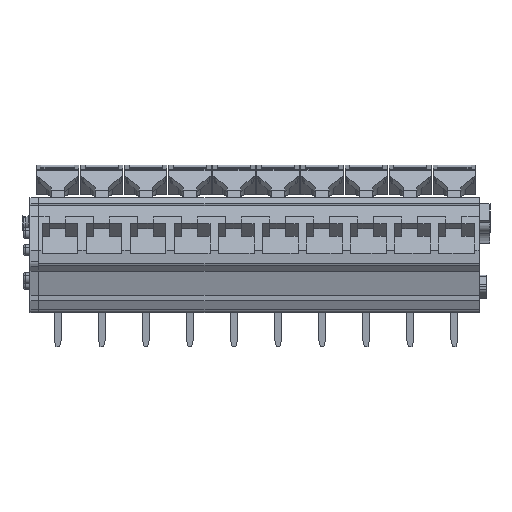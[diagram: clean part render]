
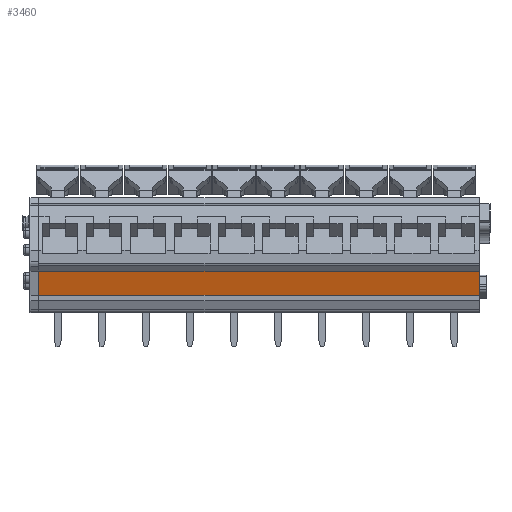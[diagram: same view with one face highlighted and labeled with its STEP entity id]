
A CAD part, front view. The second image highlights one B-rep face of the part: STEP entity #3460.
In plain terms, the highlighted planar face has unit normal (0, -0.966, -0.259).
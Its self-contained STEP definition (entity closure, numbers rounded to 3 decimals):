
#3447=AXIS2_PLACEMENT_3D('Plane Axis2P3D',#3444,#3445,#3446) ;
#829=CARTESIAN_POINT('Vertex',(1.7,1.37,5.863)) ;
#832=CARTESIAN_POINT('Line Origine',(1.7,1.002,7.238)) ;
#836=CARTESIAN_POINT('Vertex',(1.7,0.634,8.613)) ;
#1280=CARTESIAN_POINT('Vertex',(51.7,0.634,8.613)) ;
#1283=CARTESIAN_POINT('Line Origine',(51.7,1.002,7.238)) ;
#1287=CARTESIAN_POINT('Vertex',(51.7,1.37,5.863)) ;
#3431=CARTESIAN_POINT('Line Origine',(26.7,1.37,5.863)) ;
#3444=CARTESIAN_POINT('Axis2P3D Location',(3.85,1.37,5.863)) ;
#3449=CARTESIAN_POINT('Line Origine',(26.7,0.634,8.613)) ;
#833=DIRECTION('Vector Direction',(0.,-0.259,0.966)) ;
#1284=DIRECTION('Vector Direction',(0.,-0.259,0.966)) ;
#3432=DIRECTION('Vector Direction',(-1.,0.,0.)) ;
#3445=DIRECTION('Axis2P3D Direction',(0.,-0.966,-0.259)) ;
#3446=DIRECTION('Axis2P3D XDirection',(0.,-0.259,0.966)) ;
#3450=DIRECTION('Vector Direction',(-1.,0.,0.)) ;
#834=VECTOR('Line Direction',#833,1.) ;
#1285=VECTOR('Line Direction',#1284,1.) ;
#3433=VECTOR('Line Direction',#3432,1.) ;
#3451=VECTOR('Line Direction',#3450,1.) ;
#3455=ORIENTED_EDGE('',*,*,#3435,.F.) ;
#3456=ORIENTED_EDGE('',*,*,#1289,.T.) ;
#3457=ORIENTED_EDGE('',*,*,#3453,.T.) ;
#3458=ORIENTED_EDGE('',*,*,#838,.F.) ;
#3460=ADVANCED_FACE('Housing\\LMZF500-housing',(#3459),#3448,.T.) ;
#838=EDGE_CURVE('',#830,#837,#835,.T.) ;
#1289=EDGE_CURVE('',#1288,#1281,#1286,.T.) ;
#3435=EDGE_CURVE('',#1288,#830,#3434,.T.) ;
#3453=EDGE_CURVE('',#1281,#837,#3452,.T.) ;
#3454=EDGE_LOOP('',(#3455,#3456,#3457,#3458)) ;
#3459=FACE_OUTER_BOUND('',#3454,.T.) ;
#835=LINE('Line',#832,#834) ;
#1286=LINE('Line',#1283,#1285) ;
#3434=LINE('Line',#3431,#3433) ;
#3452=LINE('Line',#3449,#3451) ;
#3448=PLANE('',#3447) ;
#830=VERTEX_POINT('',#829) ;
#837=VERTEX_POINT('',#836) ;
#1281=VERTEX_POINT('',#1280) ;
#1288=VERTEX_POINT('',#1287) ;
